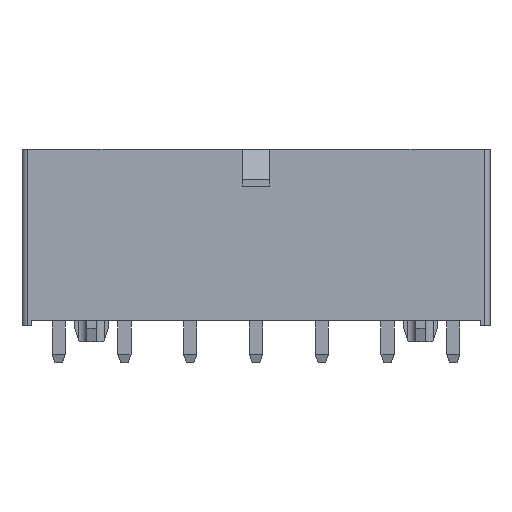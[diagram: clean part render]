
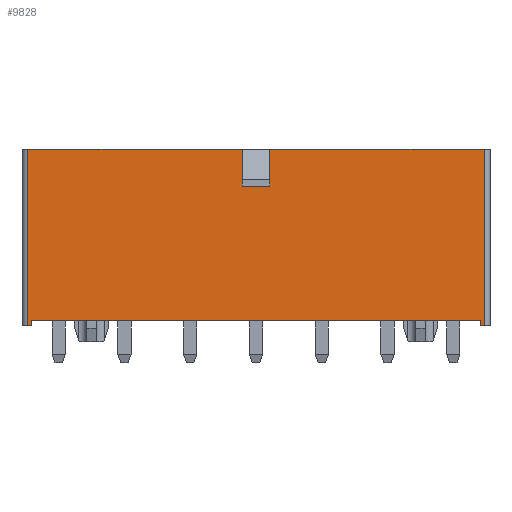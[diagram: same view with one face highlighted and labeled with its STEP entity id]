
A CAD part, front view. The second image highlights one B-rep face of the part: STEP entity #9828.
In plain terms, the highlighted face is planar.
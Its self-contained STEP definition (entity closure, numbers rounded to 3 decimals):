
#163=LINE('',#12880,#1070);
#165=LINE('',#12884,#1072);
#166=LINE('',#12886,#1073);
#167=LINE('',#12888,#1074);
#168=LINE('',#12890,#1075);
#169=LINE('',#12892,#1076);
#170=LINE('',#12894,#1077);
#171=LINE('',#12896,#1078);
#172=LINE('',#12898,#1079);
#173=LINE('',#12900,#1080);
#174=LINE('',#12902,#1081);
#175=LINE('',#12904,#1082);
#1070=VECTOR('',#10940,1000.);
#1072=VECTOR('',#10944,1000.);
#1073=VECTOR('',#10945,1000.);
#1074=VECTOR('',#10946,1000.);
#1075=VECTOR('',#10947,1000.);
#1076=VECTOR('',#10948,1000.);
#1077=VECTOR('',#10949,1000.);
#1078=VECTOR('',#10950,1000.);
#1079=VECTOR('',#10951,1000.);
#1080=VECTOR('',#10952,1000.);
#1081=VECTOR('',#10953,1000.);
#1082=VECTOR('',#10954,1000.);
#2074=ORIENTED_EDGE('',*,*,#3993,.F.);
#2075=ORIENTED_EDGE('',*,*,#3991,.T.);
#2076=ORIENTED_EDGE('',*,*,#3994,.T.);
#2077=ORIENTED_EDGE('',*,*,#3995,.T.);
#2078=ORIENTED_EDGE('',*,*,#3996,.F.);
#2079=ORIENTED_EDGE('',*,*,#3997,.F.);
#2080=ORIENTED_EDGE('',*,*,#3998,.F.);
#2081=ORIENTED_EDGE('',*,*,#3999,.T.);
#2082=ORIENTED_EDGE('',*,*,#4000,.F.);
#2083=ORIENTED_EDGE('',*,*,#4001,.F.);
#2084=ORIENTED_EDGE('',*,*,#4002,.T.);
#2085=ORIENTED_EDGE('',*,*,#4003,.F.);
#3991=EDGE_CURVE('',#4952,#4951,#163,.T.);
#3993=EDGE_CURVE('',#4952,#4953,#165,.T.);
#3994=EDGE_CURVE('',#4951,#4954,#166,.T.);
#3995=EDGE_CURVE('',#4954,#4955,#167,.T.);
#3996=EDGE_CURVE('',#4956,#4955,#168,.T.);
#3997=EDGE_CURVE('',#4957,#4956,#169,.T.);
#3998=EDGE_CURVE('',#4958,#4957,#170,.T.);
#3999=EDGE_CURVE('',#4958,#4959,#171,.T.);
#4000=EDGE_CURVE('',#4960,#4959,#172,.T.);
#4001=EDGE_CURVE('',#4961,#4960,#173,.T.);
#4002=EDGE_CURVE('',#4961,#4962,#174,.T.);
#4003=EDGE_CURVE('',#4953,#4962,#175,.T.);
#4951=VERTEX_POINT('',#12879);
#4952=VERTEX_POINT('',#12881);
#4953=VERTEX_POINT('',#12885);
#4954=VERTEX_POINT('',#12887);
#4955=VERTEX_POINT('',#12889);
#4956=VERTEX_POINT('',#12891);
#4957=VERTEX_POINT('',#12893);
#4958=VERTEX_POINT('',#12895);
#4959=VERTEX_POINT('',#12897);
#4960=VERTEX_POINT('',#12899);
#4961=VERTEX_POINT('',#12901);
#4962=VERTEX_POINT('',#12903);
#5596=EDGE_LOOP('',(#2074,#2075,#2076,#2077,#2078,#2079,#2080,#2081,#2082,
#2083,#2084,#2085));
#6049=FACE_BOUND('',#5596,.T.);
#6494=PLANE('',#10279);
#9828=ADVANCED_FACE('',(#6049),#6494,.F.);
#10279=AXIS2_PLACEMENT_3D('',#12883,#10942,#10943);
#10940=DIRECTION('',(0.,1.,0.));
#10942=DIRECTION('',(0.,0.,-1.));
#10943=DIRECTION('',(-1.,0.,0.));
#10944=DIRECTION('',(1.,0.,0.));
#10945=DIRECTION('',(-1.,0.,0.));
#10946=DIRECTION('',(0.,-1.,0.));
#10947=DIRECTION('',(-1.,0.,0.));
#10948=DIRECTION('',(0.,-1.,0.));
#10949=DIRECTION('',(-1.,0.,0.));
#10950=DIRECTION('',(0.,-1.,0.));
#10951=DIRECTION('',(-1.,0.,0.));
#10952=DIRECTION('',(0.,-1.,0.));
#10953=DIRECTION('',(-1.,0.,0.));
#10954=DIRECTION('',(0.,1.,0.));
#12879=CARTESIAN_POINT('',(-19.425,7.65,3.4));
#12880=CARTESIAN_POINT('',(-19.425,7.15,3.4));
#12881=CARTESIAN_POINT('',(-19.425,7.15,3.4));
#12883=CARTESIAN_POINT('',(20.275,7.65,3.4));
#12884=CARTESIAN_POINT('',(-19.425,7.15,3.4));
#12885=CARTESIAN_POINT('',(19.425,7.15,3.4));
#12886=CARTESIAN_POINT('',(20.275,7.65,3.4));
#12887=CARTESIAN_POINT('',(-19.775,7.65,3.4));
#12888=CARTESIAN_POINT('',(-19.775,7.65,3.4));
#12889=CARTESIAN_POINT('',(-19.775,-7.65,3.4));
#12890=CARTESIAN_POINT('',(20.275,-7.65,3.4));
#12891=CARTESIAN_POINT('',(-1.175,-7.65,3.4));
#12892=CARTESIAN_POINT('',(-1.175,-4.65,3.4));
#12893=CARTESIAN_POINT('',(-1.175,-4.65,3.4));
#12894=CARTESIAN_POINT('',(1.175,-4.65,3.4));
#12895=CARTESIAN_POINT('',(1.175,-4.65,3.4));
#12896=CARTESIAN_POINT('',(1.175,-4.65,3.4));
#12897=CARTESIAN_POINT('',(1.175,-7.65,3.4));
#12898=CARTESIAN_POINT('',(20.275,-7.65,3.4));
#12899=CARTESIAN_POINT('',(19.775,-7.65,3.4));
#12900=CARTESIAN_POINT('',(19.775,7.65,3.4));
#12901=CARTESIAN_POINT('',(19.775,7.65,3.4));
#12902=CARTESIAN_POINT('',(20.275,7.65,3.4));
#12903=CARTESIAN_POINT('',(19.425,7.65,3.4));
#12904=CARTESIAN_POINT('',(19.425,7.15,3.4));
